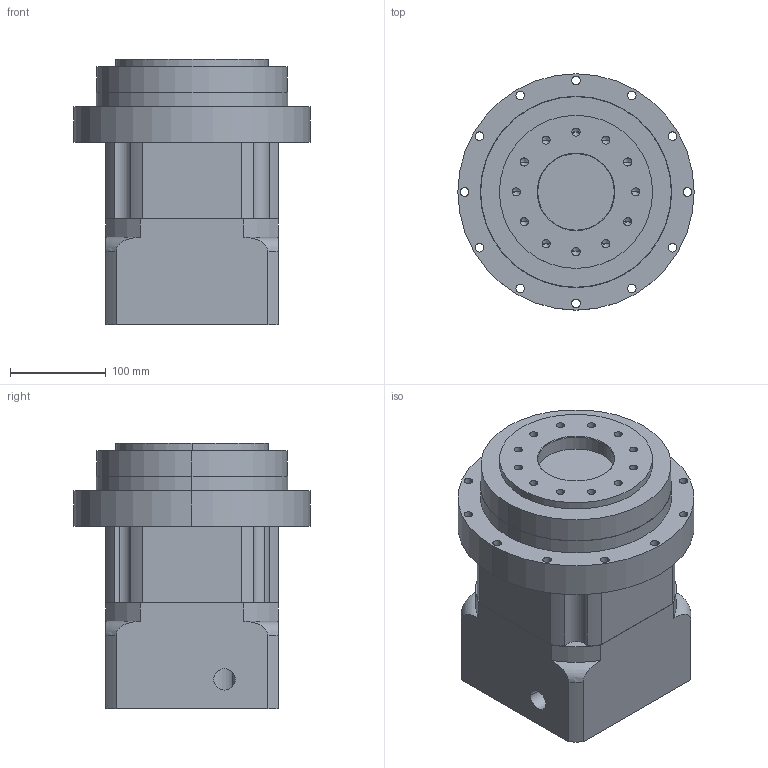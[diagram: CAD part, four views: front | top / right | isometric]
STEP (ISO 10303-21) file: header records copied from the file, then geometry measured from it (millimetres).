
FILE_DESCRIPTION (( 'STEP AP214' ), '1' );
FILE_NAME ('DF180-L1-XX-35-114.3-200-M12_2019.STEP', '2019-03-14T06:46:21', ( 'Y' ), ( 'NCU' ), 'SwSTEP 2.0', 'SolidWorks 2016', '' );
FILE_SCHEMA (( 'AUTOMOTIVE_DESIGN' ));
Length unit declared in the file: millimetre
Products named in the file (1): DF180-L1-XX-35-114.3-200-M12_2019
Bounding box: 247 x 247 x 278 mm (x, y, z)
Volume: 8415985.3 mm3; surface area: 541648.4 mm2
Topology: 3 solids, 3 shells, 310 faces, 748 edges, 466 vertices
Faces by surface type: cylinder 150, plane 106, cone 50, torus 4
Entity records: 10346 total; most frequent: CARTESIAN_POINT 2145, DIRECTION 1636, ORIENTED_EDGE 1432, EDGE_CURVE 716, AXIS2_PLACEMENT_3D 625, VERTEX_POINT 466, EDGE_LOOP 396, LINE 386
